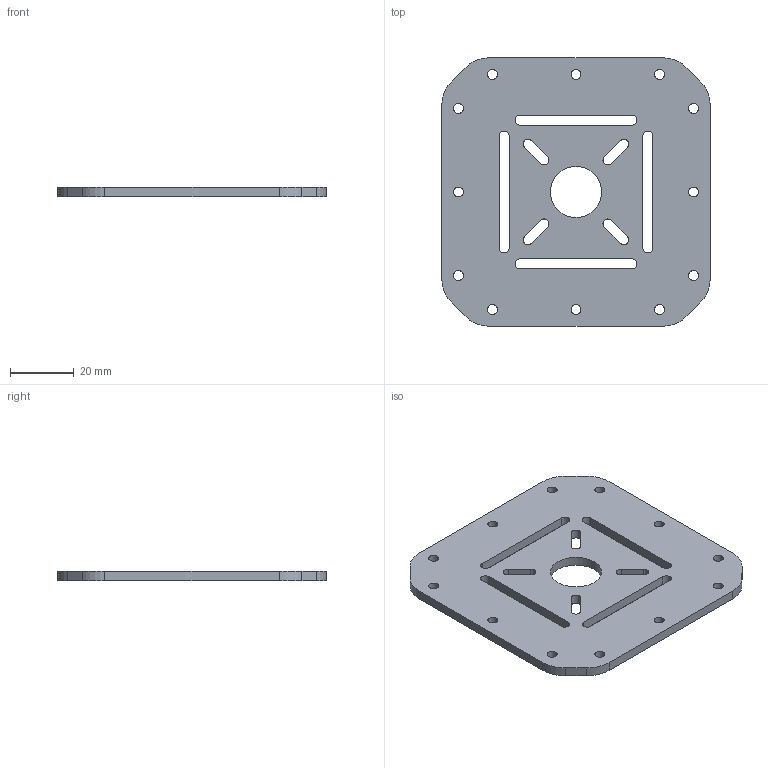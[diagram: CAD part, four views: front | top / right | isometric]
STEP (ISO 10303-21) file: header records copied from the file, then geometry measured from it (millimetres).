
FILE_DESCRIPTION (( 'STEP AP203' ), '1' );
FILE_NAME ('儂殤奻啣.STEP', '2023-07-15T05:55:57', ( '' ), ( '' ), 'SwSTEP 2.0', 'SolidWorks 2023', '' );
FILE_SCHEMA (( 'CONFIG_CONTROL_DESIGN' ));
Length unit declared in the file: millimetre
Products named in the file (1): 机架上板
Bounding box: 84 x 84 x 3 mm (x, y, z)
Volume: 17830.3 mm3; surface area: 14557.8 mm2
Topology: 1 solids, 1 shells, 82 faces, 240 edges, 160 vertices
Faces by surface type: cylinder 56, plane 26
Entity records: 2937 total; most frequent: DIRECTION 518, CARTESIAN_POINT 483, ORIENTED_EDGE 480, EDGE_CURVE 240, AXIS2_PLACEMENT_3D 195, VERTEX_POINT 160, VECTOR 128, LINE 128
